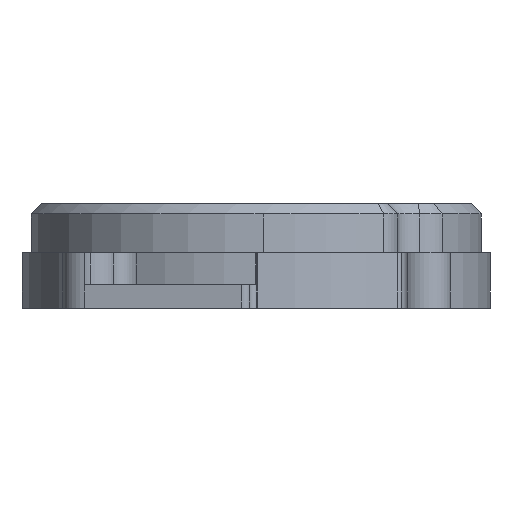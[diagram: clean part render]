
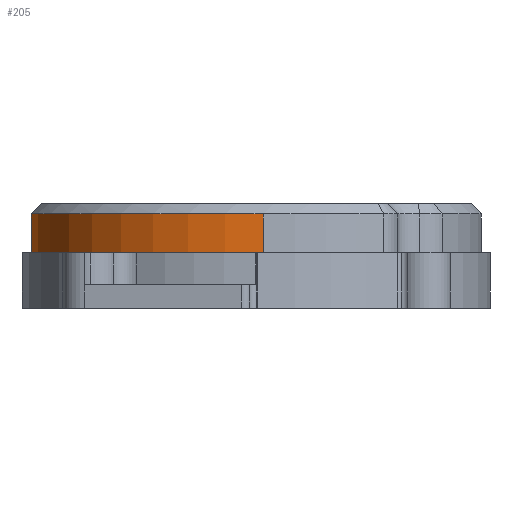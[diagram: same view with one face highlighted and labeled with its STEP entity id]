
A CAD part, left-side view. The second image highlights one B-rep face of the part: STEP entity #205.
In plain terms, the highlighted cylindrical face has radius 67 mm (diameter 134 mm), a partial arc.
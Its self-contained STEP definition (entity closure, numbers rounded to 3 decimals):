
#205 = ADVANCED_FACE( '', ( #587 ), #588, .T. );
#587 = FACE_OUTER_BOUND( '', #1463, .T. );
#588 = CYLINDRICAL_SURFACE( '', #1464, 67. );
#1463 = EDGE_LOOP( '', ( #3090, #3091, #3092, #3093 ) );
#1464 = AXIS2_PLACEMENT_3D( '', #3094, #3095, #3096 );
#3090 = ORIENTED_EDGE( '', *, *, #3952, .T. );
#3091 = ORIENTED_EDGE( '', *, *, #4310, .T. );
#3092 = ORIENTED_EDGE( '', *, *, #4430, .T. );
#3093 = ORIENTED_EDGE( '', *, *, #4431, .F. );
#3094 = CARTESIAN_POINT( '', ( 2.401, 0.065, -320.646 ) );
#3095 = DIRECTION( '', ( 0., 0., -1. ) );
#3096 = DIRECTION( '', ( -1., -0.031, 0. ) );
#3952 = EDGE_CURVE( '', #4651, #4649, #4652, .T. );
#4310 = EDGE_CURVE( '', #4649, #5283, #5284, .T. );
#4430 = EDGE_CURVE( '', #5283, #5466, #5467, .T. );
#4431 = EDGE_CURVE( '', #4651, #5466, #5468, .T. );
#4649 = VERTEX_POINT( '', #5722 );
#4651 = VERTEX_POINT( '', #5724 );
#4652 = CIRCLE( '', #5725, 67. );
#5283 = VERTEX_POINT( '', #6950 );
#5284 = LINE( '', #6951, #6952 );
#5466 = VERTEX_POINT( '', #7328 );
#5467 = CIRCLE( '', #7329, 67. );
#5468 = LINE( '', #7330, #7331 );
#5722 = CARTESIAN_POINT( '', ( -64.566, -2.04, -14.5 ) );
#5724 = CARTESIAN_POINT( '', ( 30.022, 61.106, -14.5 ) );
#5725 = AXIS2_PLACEMENT_3D( '', #7848, #7849, #7850 );
#6950 = CARTESIAN_POINT( '', ( -64.566, -2.04, -3. ) );
#6951 = CARTESIAN_POINT( '', ( -64.566, -2.04, -320.646 ) );
#6952 = VECTOR( '', #8435, 1000. );
#7328 = CARTESIAN_POINT( '', ( 30.022, 61.106, -3. ) );
#7329 = AXIS2_PLACEMENT_3D( '', #8601, #8602, #8603 );
#7330 = CARTESIAN_POINT( '', ( 30.022, 61.106, -320.646 ) );
#7331 = VECTOR( '', #8604, 1000. );
#7848 = CARTESIAN_POINT( '', ( 2.401, 0.065, -14.5 ) );
#7849 = DIRECTION( '', ( 0., 0., 1. ) );
#7850 = DIRECTION( '', ( 1., 0.031, 0. ) );
#8435 = DIRECTION( '', ( 0., 0., 1. ) );
#8601 = CARTESIAN_POINT( '', ( 2.401, 0.065, -3. ) );
#8602 = DIRECTION( '', ( 0., 0., -1. ) );
#8603 = DIRECTION( '', ( 1., 0.031, 0. ) );
#8604 = DIRECTION( '', ( 0., 0., 1. ) );
